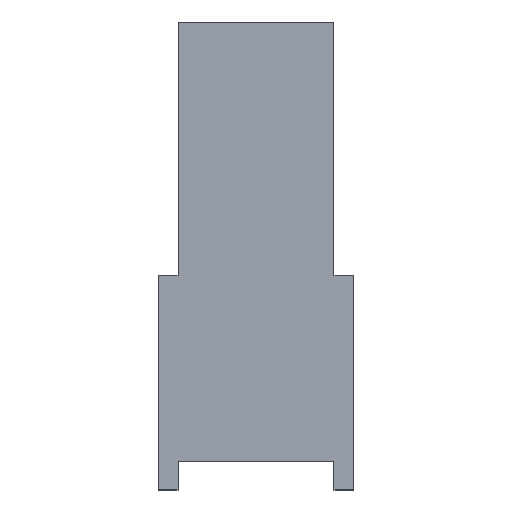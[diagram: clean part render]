
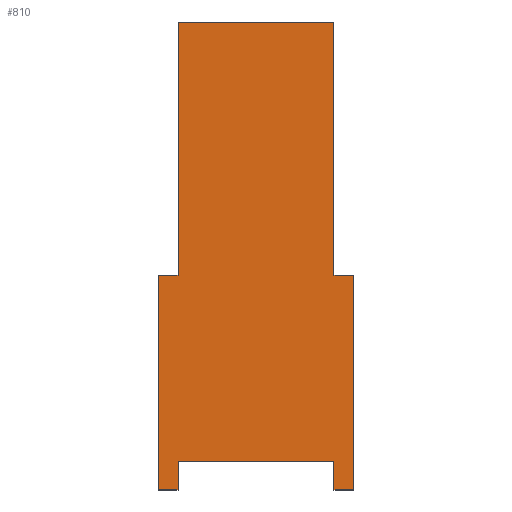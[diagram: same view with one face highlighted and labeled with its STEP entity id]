
A CAD part, top view. The second image highlights one B-rep face of the part: STEP entity #810.
In plain terms, the highlighted planar face has unit normal (0, 0, 1).
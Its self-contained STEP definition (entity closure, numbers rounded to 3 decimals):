
#794=AXIS2_PLACEMENT_3D('Plane Axis2P3D',#791,#792,#793) ;
#51=CARTESIAN_POINT('Vertex',(0.55,6.05,4.288)) ;
#54=CARTESIAN_POINT('Line Origine',(0.55,9.625,4.288)) ;
#58=CARTESIAN_POINT('Vertex',(0.55,13.2,4.288)) ;
#78=CARTESIAN_POINT('Line Origine',(4.95,9.625,4.288)) ;
#82=CARTESIAN_POINT('Vertex',(4.95,6.05,4.288)) ;
#84=CARTESIAN_POINT('Vertex',(4.95,13.2,4.288)) ;
#118=CARTESIAN_POINT('Line Origine',(2.75,13.2,4.288)) ;
#414=CARTESIAN_POINT('Line Origine',(5.5,3.025,4.288)) ;
#418=CARTESIAN_POINT('Vertex',(5.5,0.,4.288)) ;
#420=CARTESIAN_POINT('Vertex',(5.5,6.05,4.288)) ;
#454=CARTESIAN_POINT('Line Origine',(5.225,6.05,4.288)) ;
#463=CARTESIAN_POINT('Vertex',(0.,6.05,4.288)) ;
#466=CARTESIAN_POINT('Line Origine',(0.275,6.05,4.288)) ;
#505=CARTESIAN_POINT('Vertex',(0.,0.,4.288)) ;
#508=CARTESIAN_POINT('Line Origine',(0.,3.025,4.288)) ;
#552=CARTESIAN_POINT('Vertex',(0.55,0.8,4.288)) ;
#555=CARTESIAN_POINT('Line Origine',(0.55,0.4,4.288)) ;
#559=CARTESIAN_POINT('Vertex',(0.55,0.,4.288)) ;
#581=CARTESIAN_POINT('Line Origine',(2.75,0.8,4.288)) ;
#585=CARTESIAN_POINT('Vertex',(4.95,0.8,4.288)) ;
#606=CARTESIAN_POINT('Vertex',(4.95,0.,4.288)) ;
#609=CARTESIAN_POINT('Line Origine',(4.95,0.4,4.288)) ;
#748=CARTESIAN_POINT('Line Origine',(5.225,0.,4.288)) ;
#772=CARTESIAN_POINT('Line Origine',(0.275,0.,4.288)) ;
#791=CARTESIAN_POINT('Axis2P3D Location',(2.75,6.05,4.288)) ;
#55=DIRECTION('Vector Direction',(0.,1.,0.)) ;
#79=DIRECTION('Vector Direction',(0.,1.,0.)) ;
#119=DIRECTION('Vector Direction',(1.,0.,0.)) ;
#415=DIRECTION('Vector Direction',(0.,-1.,0.)) ;
#455=DIRECTION('Vector Direction',(-1.,0.,0.)) ;
#467=DIRECTION('Vector Direction',(-1.,0.,0.)) ;
#509=DIRECTION('Vector Direction',(0.,-1.,0.)) ;
#556=DIRECTION('Vector Direction',(0.,-1.,0.)) ;
#582=DIRECTION('Vector Direction',(1.,0.,0.)) ;
#610=DIRECTION('Vector Direction',(0.,-1.,0.)) ;
#749=DIRECTION('Vector Direction',(-1.,0.,0.)) ;
#773=DIRECTION('Vector Direction',(-1.,0.,0.)) ;
#792=DIRECTION('Axis2P3D Direction',(0.,0.,-1.)) ;
#793=DIRECTION('Axis2P3D XDirection',(0.,-1.,0.)) ;
#56=VECTOR('Line Direction',#55,1.) ;
#80=VECTOR('Line Direction',#79,1.) ;
#120=VECTOR('Line Direction',#119,1.) ;
#416=VECTOR('Line Direction',#415,1.) ;
#456=VECTOR('Line Direction',#455,1.) ;
#468=VECTOR('Line Direction',#467,1.) ;
#510=VECTOR('Line Direction',#509,1.) ;
#557=VECTOR('Line Direction',#556,1.) ;
#583=VECTOR('Line Direction',#582,1.) ;
#611=VECTOR('Line Direction',#610,1.) ;
#750=VECTOR('Line Direction',#749,1.) ;
#774=VECTOR('Line Direction',#773,1.) ;
#797=ORIENTED_EDGE('',*,*,#60,.F.) ;
#798=ORIENTED_EDGE('',*,*,#470,.T.) ;
#799=ORIENTED_EDGE('',*,*,#512,.F.) ;
#800=ORIENTED_EDGE('',*,*,#776,.F.) ;
#801=ORIENTED_EDGE('',*,*,#561,.T.) ;
#802=ORIENTED_EDGE('',*,*,#587,.T.) ;
#803=ORIENTED_EDGE('',*,*,#613,.F.) ;
#804=ORIENTED_EDGE('',*,*,#752,.F.) ;
#805=ORIENTED_EDGE('',*,*,#422,.T.) ;
#806=ORIENTED_EDGE('',*,*,#458,.T.) ;
#807=ORIENTED_EDGE('',*,*,#86,.T.) ;
#808=ORIENTED_EDGE('',*,*,#122,.F.) ;
#810=ADVANCED_FACE('S3D - gedreht',(#809),#795,.F.) ;
#60=EDGE_CURVE('',#52,#59,#57,.T.) ;
#86=EDGE_CURVE('',#83,#85,#81,.T.) ;
#122=EDGE_CURVE('',#59,#85,#121,.T.) ;
#422=EDGE_CURVE('',#419,#421,#417,.F.) ;
#458=EDGE_CURVE('',#421,#83,#457,.T.) ;
#470=EDGE_CURVE('',#52,#464,#469,.T.) ;
#512=EDGE_CURVE('',#506,#464,#511,.F.) ;
#561=EDGE_CURVE('',#560,#553,#558,.F.) ;
#587=EDGE_CURVE('',#553,#586,#584,.T.) ;
#613=EDGE_CURVE('',#607,#586,#612,.F.) ;
#752=EDGE_CURVE('',#419,#607,#751,.T.) ;
#776=EDGE_CURVE('',#560,#506,#775,.T.) ;
#796=EDGE_LOOP('',(#797,#798,#799,#800,#801,#802,#803,#804,#805,#806,#807,#808)) ;
#809=FACE_OUTER_BOUND('',#796,.T.) ;
#57=LINE('Line',#54,#56) ;
#81=LINE('Line',#78,#80) ;
#121=LINE('Line',#118,#120) ;
#417=LINE('Line',#414,#416) ;
#457=LINE('Line',#454,#456) ;
#469=LINE('Line',#466,#468) ;
#511=LINE('Line',#508,#510) ;
#558=LINE('Line',#555,#557) ;
#584=LINE('Line',#581,#583) ;
#612=LINE('Line',#609,#611) ;
#751=LINE('Line',#748,#750) ;
#775=LINE('Line',#772,#774) ;
#795=PLANE('',#794) ;
#52=VERTEX_POINT('',#51) ;
#59=VERTEX_POINT('',#58) ;
#83=VERTEX_POINT('',#82) ;
#85=VERTEX_POINT('',#84) ;
#419=VERTEX_POINT('',#418) ;
#421=VERTEX_POINT('',#420) ;
#464=VERTEX_POINT('',#463) ;
#506=VERTEX_POINT('',#505) ;
#553=VERTEX_POINT('',#552) ;
#560=VERTEX_POINT('',#559) ;
#586=VERTEX_POINT('',#585) ;
#607=VERTEX_POINT('',#606) ;
